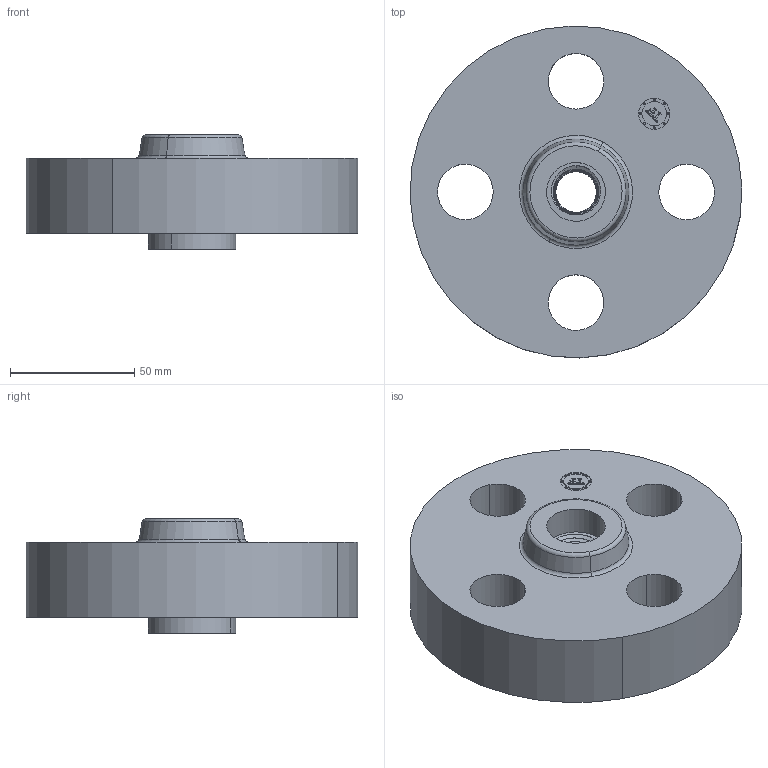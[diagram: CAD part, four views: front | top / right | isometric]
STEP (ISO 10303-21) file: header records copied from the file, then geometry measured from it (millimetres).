
FILE_DESCRIPTION(('3D STEP'),'2;1');
FILE_NAME('0.5-2500-THREADED-RF-FLANGE.stp','2013-03-16T07:50:10+00:00',('Texas Flange'),(''),'CATIA Version 5 Release 20 SP 6 (IN-10)','CATIA V5 STEP AP214','800-826-3801');
FILE_SCHEMA(('AUTOMOTIVE_DESIGN { 1 0 10303 214 1 1 1 1 }'));
Length unit declared in the file: inch
Products named in the file (1): 0.5-2500-THREADED-RF-FLANGE
Bounding box: 133.31 x 133.31 x 45.97 mm (x, y, z)
Volume: 378929.7 mm3; surface area: 51720.5 mm2
Topology: 1 solids, 1 shells, 608 faces, 1652 edges, 1066 vertices
Faces by surface type: plane 370, bspline 159, cone 41, cylinder 34, torus 4
Entity records: 24468 total; most frequent: CARTESIAN_POINT 8219, ORIENTED_EDGE 3304, DIRECTION 1934, EDGE_CURVE 1652, VECTOR 1118, LINE 1118, VERTEX_POINT 1066, EDGE_LOOP 638
